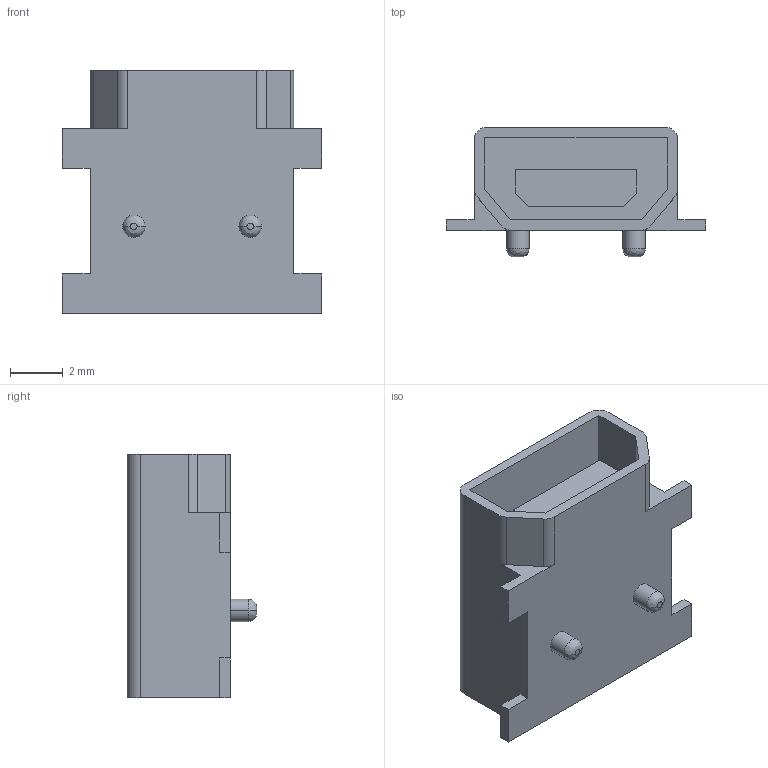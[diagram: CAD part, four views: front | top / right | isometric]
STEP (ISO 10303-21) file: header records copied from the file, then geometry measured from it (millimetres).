
FILE_DESCRIPTION((''),'2;1');
FILE_NAME('5P-AB','2012-09-18T',('Administrator'),(''),'PRO/ENGINEER BY PARAMETRIC TECHNOLOGY CORPORATION, 2008230','PRO/ENGINEER BY PARAMETRIC TECHNOLOGY CORPORATION, 2008230','');
FILE_SCHEMA(('AUTOMOTIVE_DESIGN_CC2 { 1 2 10303 214 -1 1 5 2 }'));
Length unit declared in the file: millimetre
Products named in the file (1): 5P-AB
Bounding box: 9.8 x 4.9 x 9.2 mm (x, y, z)
Volume: 192.1 mm3; surface area: 442.2 mm2
Topology: 1 solids, 1 shells, 52 faces, 136 edges, 92 vertices
Faces by surface type: plane 38, cylinder 10, bspline 4
Entity records: 2141 total; most frequent: CARTESIAN_POINT 385, ORIENTED_EDGE 268, DIRECTION 262, PRESENTATION_STYLE_ASSIGNMENT 138, STYLED_ITEM 138, CURVE_STYLE 137, EDGE_CURVE 134, VECTOR 108
